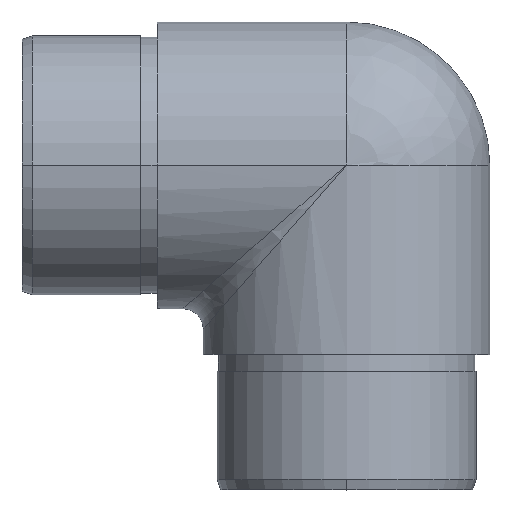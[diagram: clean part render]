
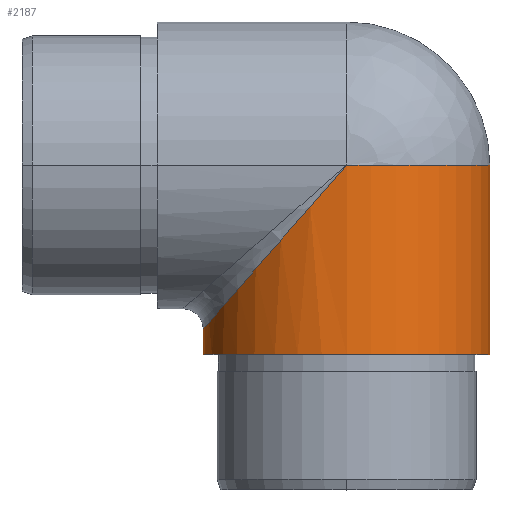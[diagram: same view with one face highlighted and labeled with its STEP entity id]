
A CAD part, top view. The second image highlights one B-rep face of the part: STEP entity #2187.
In plain terms, the highlighted cylindrical face has radius 21.2 mm (diameter 42.4 mm), a partial arc.
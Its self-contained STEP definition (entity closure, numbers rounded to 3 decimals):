
#20 = EDGE_CURVE ( 'NONE', #1357, #3434, #3799, .T. ) ;
#352 = DIRECTION ( 'NONE',  ( 0., 1., 0. ) ) ;
#380 = CARTESIAN_POINT ( 'NONE',  ( 0., 0., 21.2 ) ) ;
#608 = LINE ( 'NONE', #1856, #2453 ) ;
#672 = CARTESIAN_POINT ( 'NONE',  ( 0., 0., 21.2 ) ) ;
#711 = ORIENTED_EDGE ( 'NONE', *, *, #2112, .T. ) ;
#746 = VERTEX_POINT ( 'NONE', #380 ) ;
#761 = CIRCLE ( 'NONE', #3644, 21.2 ) ;
#933 = VERTEX_POINT ( 'NONE', #1049 ) ;
#982 = CYLINDRICAL_SURFACE ( 'NONE', #2329, 21.2 ) ;
#1003 = DIRECTION ( 'NONE',  ( 0., 1., 0. ) ) ;
#1049 = CARTESIAN_POINT ( 'NONE',  ( 21.2, -28., 0. ) ) ;
#1357 = VERTEX_POINT ( 'NONE', #2884 ) ;
#1589 = EDGE_CURVE ( 'NONE', #933, #1913, #608, .T. ) ;
#1600 = CARTESIAN_POINT ( 'NONE',  ( -12.419, -14.176, 21.2 ) ) ;
#1608 = CARTESIAN_POINT ( 'NONE',  ( -21.2, 0., 0. ) ) ;
#1680 = AXIS2_PLACEMENT_3D ( 'NONE', #3736, #2746, #2161 ) ;
#1745 = ORIENTED_EDGE ( 'NONE', *, *, #20, .F. ) ;
#1755 =( BOUNDED_CURVE ( )  B_SPLINE_CURVE ( 3, ( #672, #1600, #1920, #3829 ),
 .UNSPECIFIED., .F., .F. ) 
 B_SPLINE_CURVE_WITH_KNOTS ( ( 4, 4 ),
 ( 1.571, 3.142 ),
 .UNSPECIFIED. ) 
 CURVE ( )  GEOMETRIC_REPRESENTATION_ITEM ( )  RATIONAL_B_SPLINE_CURVE ( ( 1., 0.805, 0.805, 1. ) ) 
 REPRESENTATION_ITEM ( '' )  );
#1769 = ORIENTED_EDGE ( 'NONE', *, *, #1589, .T. ) ;
#1856 = CARTESIAN_POINT ( 'NONE',  ( 21.2, 0., 0. ) ) ;
#1913 = VERTEX_POINT ( 'NONE', #3504 ) ;
#1920 = CARTESIAN_POINT ( 'NONE',  ( -21.2, -24.2, 12.419 ) ) ;
#2011 = EDGE_CURVE ( 'NONE', #746, #3434, #1755, .T. ) ;
#2112 = EDGE_CURVE ( 'NONE', #1913, #746, #761, .T. ) ;
#2113 = ORIENTED_EDGE ( 'NONE', *, *, #2011, .T. ) ;
#2125 = DIRECTION ( 'NONE',  ( 1., 0., 0. ) ) ;
#2161 = DIRECTION ( 'NONE',  ( 1., 0., 0. ) ) ;
#2174 = DIRECTION ( 'NONE',  ( 0., 1., 0. ) ) ;
#2187 = ADVANCED_FACE ( 'NONE', ( #3782 ), #982, .T. ) ;
#2329 = AXIS2_PLACEMENT_3D ( 'NONE', #3530, #352, #3166 ) ;
#2391 = CIRCLE ( 'NONE', #1680, 21.2 ) ;
#2425 = EDGE_CURVE ( 'NONE', #933, #1357, #2391, .T. ) ;
#2453 = VECTOR ( 'NONE', #2174, 1000. ) ;
#2640 = VECTOR ( 'NONE', #1003, 1000. ) ;
#2746 = DIRECTION ( 'NONE',  ( 0., -1., 0. ) ) ;
#2750 = CARTESIAN_POINT ( 'NONE',  ( 0., 0., 0. ) ) ;
#2884 = CARTESIAN_POINT ( 'NONE',  ( -21.2, -28., 0. ) ) ;
#2947 = CARTESIAN_POINT ( 'NONE',  ( -21.2, -24.2, 0. ) ) ;
#3067 = DIRECTION ( 'NONE',  ( 0., -1., 0. ) ) ;
#3166 = DIRECTION ( 'NONE',  ( 1., 0., 0. ) ) ;
#3434 = VERTEX_POINT ( 'NONE', #2947 ) ;
#3504 = CARTESIAN_POINT ( 'NONE',  ( 21.2, 0., 0. ) ) ;
#3530 = CARTESIAN_POINT ( 'NONE',  ( 0., 0., 0. ) ) ;
#3592 = ORIENTED_EDGE ( 'NONE', *, *, #2425, .F. ) ;
#3644 = AXIS2_PLACEMENT_3D ( 'NONE', #2750, #3067, #2125 ) ;
#3736 = CARTESIAN_POINT ( 'NONE',  ( 0., -28., 0. ) ) ;
#3782 = FACE_OUTER_BOUND ( 'NONE', #3810, .T. ) ;
#3799 = LINE ( 'NONE', #1608, #2640 ) ;
#3810 = EDGE_LOOP ( 'NONE', ( #1745, #3592, #1769, #711, #2113 ) ) ;
#3829 = CARTESIAN_POINT ( 'NONE',  ( -21.2, -24.2, 0. ) ) ;
